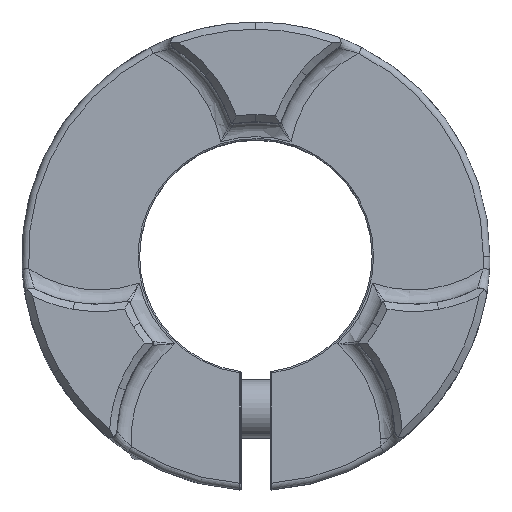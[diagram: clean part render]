
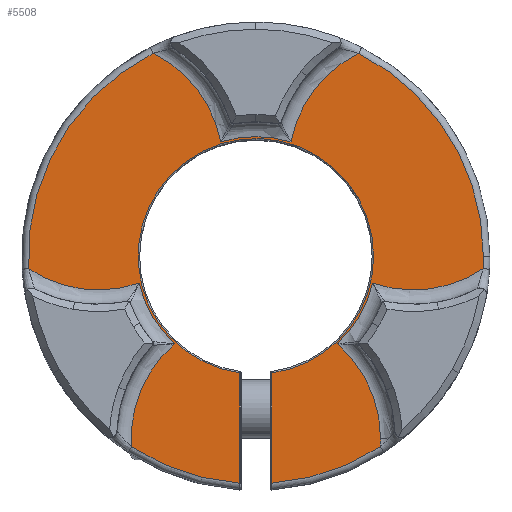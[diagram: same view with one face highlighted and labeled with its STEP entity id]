
A CAD part, top view. The second image highlights one B-rep face of the part: STEP entity #5508.
In plain terms, the highlighted planar face has unit normal (0, 0, 1).
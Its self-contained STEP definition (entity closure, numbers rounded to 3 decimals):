
#251=CIRCLE('',#5773,8.1);
#264=CIRCLE('',#5794,15.65);
#281=CIRCLE('',#5827,8.577);
#282=CIRCLE('',#5828,8.577);
#283=CIRCLE('',#5829,8.23);
#284=CIRCLE('',#5830,8.577);
#285=CIRCLE('',#5831,15.65);
#286=CIRCLE('',#5832,15.65);
#287=CIRCLE('',#5833,8.577);
#288=CIRCLE('',#5834,8.23);
#289=CIRCLE('',#5835,8.577);
#290=CIRCLE('',#5836,15.65);
#291=CIRCLE('',#5837,8.577);
#292=CIRCLE('',#5838,8.23);
#293=CIRCLE('',#5839,8.577);
#294=CIRCLE('',#5840,15.65);
#295=CIRCLE('',#5841,8.1);
#1330=VERTEX_POINT('',#12724);
#1339=VERTEX_POINT('',#13283);
#1353=VERTEX_POINT('',#13342);
#1357=VERTEX_POINT('',#13351);
#1370=VERTEX_POINT('',#13842);
#1374=VERTEX_POINT('',#13879);
#1392=VERTEX_POINT('',#13971);
#1393=VERTEX_POINT('',#13973);
#1394=VERTEX_POINT('',#13975);
#1395=VERTEX_POINT('',#13977);
#1396=VERTEX_POINT('',#13979);
#1397=VERTEX_POINT('',#13981);
#1398=VERTEX_POINT('',#13983);
#1399=VERTEX_POINT('',#13985);
#1400=VERTEX_POINT('',#13987);
#1401=VERTEX_POINT('',#13989);
#1402=VERTEX_POINT('',#13991);
#1403=VERTEX_POINT('',#13993);
#1404=VERTEX_POINT('',#13995);
#1684=VECTOR('',#6462,1.);
#1685=VECTOR('',#6491,1.);
#1888=LINE('',#13969,#1684);
#1889=LINE('',#13997,#1685);
#2506=EDGE_CURVE('',#1357,#1330,#251,.T.);
#2536=EDGE_CURVE('',#1374,#1370,#264,.F.);
#2571=EDGE_CURVE('',#1370,#1353,#1888,.F.);
#2572=EDGE_CURVE('',#1392,#1374,#281,.F.);
#2573=EDGE_CURVE('',#1393,#1392,#282,.F.);
#2574=EDGE_CURVE('',#1394,#1393,#283,.F.);
#2575=EDGE_CURVE('',#1395,#1394,#284,.F.);
#2576=EDGE_CURVE('',#1396,#1395,#285,.F.);
#2577=EDGE_CURVE('',#1397,#1396,#286,.F.);
#2578=EDGE_CURVE('',#1398,#1397,#287,.F.);
#2579=EDGE_CURVE('',#1399,#1398,#288,.F.);
#2580=EDGE_CURVE('',#1400,#1399,#289,.F.);
#2581=EDGE_CURVE('',#1401,#1400,#290,.F.);
#2582=EDGE_CURVE('',#1402,#1401,#291,.F.);
#2583=EDGE_CURVE('',#1403,#1402,#292,.F.);
#2584=EDGE_CURVE('',#1404,#1403,#293,.F.);
#2585=EDGE_CURVE('',#1339,#1404,#294,.F.);
#2586=EDGE_CURVE('',#1330,#1339,#1889,.F.);
#2587=EDGE_CURVE('',#1353,#1357,#295,.T.);
#3999=ORIENTED_EDGE('',*,*,#2571,.F.);
#4000=ORIENTED_EDGE('',*,*,#2536,.F.);
#4001=ORIENTED_EDGE('',*,*,#2572,.F.);
#4002=ORIENTED_EDGE('',*,*,#2573,.F.);
#4003=ORIENTED_EDGE('',*,*,#2574,.F.);
#4004=ORIENTED_EDGE('',*,*,#2575,.F.);
#4005=ORIENTED_EDGE('',*,*,#2576,.F.);
#4006=ORIENTED_EDGE('',*,*,#2577,.F.);
#4007=ORIENTED_EDGE('',*,*,#2578,.F.);
#4008=ORIENTED_EDGE('',*,*,#2579,.F.);
#4009=ORIENTED_EDGE('',*,*,#2580,.F.);
#4010=ORIENTED_EDGE('',*,*,#2581,.F.);
#4011=ORIENTED_EDGE('',*,*,#2582,.F.);
#4012=ORIENTED_EDGE('',*,*,#2583,.F.);
#4013=ORIENTED_EDGE('',*,*,#2584,.F.);
#4014=ORIENTED_EDGE('',*,*,#2585,.F.);
#4015=ORIENTED_EDGE('',*,*,#2586,.F.);
#4016=ORIENTED_EDGE('',*,*,#2506,.F.);
#4017=ORIENTED_EDGE('',*,*,#2587,.F.);
#4820=EDGE_LOOP('',(#3999,#4000,#4001,#4002,#4003,#4004,#4005,#4006,#4007,
#4008,#4009,#4010,#4011,#4012,#4013,#4014,#4015,#4016,#4017));
#5173=FACE_BOUND('',#4820,.T.);
#5508=ADVANCED_FACE('',(#5173),#23185,.T.);
#5773=AXIS2_PLACEMENT_3D('',#13352,#6339,#6340);
#5794=AXIS2_PLACEMENT_3D('',#13880,#6389,#6390);
#5826=AXIS2_PLACEMENT_3D('',#13968,#6461,$);
#5827=AXIS2_PLACEMENT_3D('',#13970,#6463,#6464);
#5828=AXIS2_PLACEMENT_3D('',#13972,#6465,#6466);
#5829=AXIS2_PLACEMENT_3D('',#13974,#6467,#6468);
#5830=AXIS2_PLACEMENT_3D('',#13976,#6469,#6470);
#5831=AXIS2_PLACEMENT_3D('',#13978,#6471,#6472);
#5832=AXIS2_PLACEMENT_3D('',#13980,#6473,#6474);
#5833=AXIS2_PLACEMENT_3D('',#13982,#6475,#6476);
#5834=AXIS2_PLACEMENT_3D('',#13984,#6477,#6478);
#5835=AXIS2_PLACEMENT_3D('',#13986,#6479,#6480);
#5836=AXIS2_PLACEMENT_3D('',#13988,#6481,#6482);
#5837=AXIS2_PLACEMENT_3D('',#13990,#6483,#6484);
#5838=AXIS2_PLACEMENT_3D('',#13992,#6485,#6486);
#5839=AXIS2_PLACEMENT_3D('',#13994,#6487,#6488);
#5840=AXIS2_PLACEMENT_3D('',#13996,#6489,#6490);
#5841=AXIS2_PLACEMENT_3D('',#13998,#6492,#6493);
#6339=DIRECTION('',(0.,0.,1.));
#6340=DIRECTION('',(8.1,0.,0.));
#6389=DIRECTION('',(0.,0.,1.));
#6390=DIRECTION('',(15.65,0.,0.));
#6461=DIRECTION('',(0.,0.,1.));
#6462=DIRECTION('',(0.,-1.,0.));
#6463=DIRECTION('',(0.,0.,1.));
#6464=DIRECTION('',(8.577,0.,0.));
#6465=DIRECTION('',(0.,0.,1.));
#6466=DIRECTION('',(8.577,0.,0.));
#6467=DIRECTION('',(0.,0.,1.));
#6468=DIRECTION('',(8.23,0.,0.));
#6469=DIRECTION('',(0.,0.,1.));
#6470=DIRECTION('',(8.577,0.,0.));
#6471=DIRECTION('',(0.,0.,1.));
#6472=DIRECTION('',(15.65,0.,0.));
#6473=DIRECTION('',(0.,0.,1.));
#6474=DIRECTION('',(15.65,0.,0.));
#6475=DIRECTION('',(0.,0.,1.));
#6476=DIRECTION('',(8.577,0.,0.));
#6477=DIRECTION('',(0.,0.,1.));
#6478=DIRECTION('',(8.23,0.,0.));
#6479=DIRECTION('',(0.,0.,1.));
#6480=DIRECTION('',(8.577,0.,0.));
#6481=DIRECTION('',(0.,0.,1.));
#6482=DIRECTION('',(15.65,0.,0.));
#6483=DIRECTION('',(0.,0.,1.));
#6484=DIRECTION('',(8.577,0.,0.));
#6485=DIRECTION('',(0.,0.,1.));
#6486=DIRECTION('',(8.23,0.,0.));
#6487=DIRECTION('',(0.,0.,1.));
#6488=DIRECTION('',(8.577,0.,0.));
#6489=DIRECTION('',(0.,0.,1.));
#6490=DIRECTION('',(15.65,0.,0.));
#6491=DIRECTION('',(0.,1.,0.));
#6492=DIRECTION('',(0.,0.,1.));
#6493=DIRECTION('',(8.1,0.,0.));
#12724=CARTESIAN_POINT('',(-1.1,-8.025,10.4));
#13283=CARTESIAN_POINT('',(-1.1,-15.611,10.4));
#13342=CARTESIAN_POINT('',(1.1,-8.025,10.4));
#13351=CARTESIAN_POINT('',(8.1,0.,10.4));
#13352=CARTESIAN_POINT('',(0.,0.,10.4));
#13842=CARTESIAN_POINT('',(1.1,-15.611,10.4));
#13879=CARTESIAN_POINT('',(8.557,-13.103,10.4));
#13880=CARTESIAN_POINT('',(0.,0.,10.4));
#13968=CARTESIAN_POINT('',(0.,0.,10.4));
#13969=CARTESIAN_POINT('',(1.1,-4.5,10.4));
#13970=CARTESIAN_POINT('',(0.,-12.52,10.4));
#13971=CARTESIAN_POINT('',(8.577,-12.52,10.4));
#13972=CARTESIAN_POINT('',(0.,-12.52,10.4));
#13973=CARTESIAN_POINT('',(5.604,-6.027,10.4));
#13974=CARTESIAN_POINT('',(0.,0.,10.4));
#13975=CARTESIAN_POINT('',(8.022,-1.84,10.4));
#13976=CARTESIAN_POINT('',(10.843,6.26,10.4));
#13977=CARTESIAN_POINT('',(15.626,-0.859,10.4));
#13978=CARTESIAN_POINT('',(0.,0.,10.4));
#13979=CARTESIAN_POINT('',(15.65,0.,10.4));
#13980=CARTESIAN_POINT('',(0.,0.,10.4));
#13981=CARTESIAN_POINT('',(7.069,13.962,10.4));
#13982=CARTESIAN_POINT('',(10.843,6.26,10.4));
#13983=CARTESIAN_POINT('',(2.418,7.867,10.4));
#13984=CARTESIAN_POINT('',(0.,0.,10.4));
#13985=CARTESIAN_POINT('',(-2.418,7.867,10.4));
#13986=CARTESIAN_POINT('',(-10.843,6.26,10.4));
#13987=CARTESIAN_POINT('',(-7.069,13.962,10.4));
#13988=CARTESIAN_POINT('',(0.,0.,10.4));
#13989=CARTESIAN_POINT('',(-15.626,-0.859,10.4));
#13990=CARTESIAN_POINT('',(-10.843,6.26,10.4));
#13991=CARTESIAN_POINT('',(-8.022,-1.84,10.4));
#13992=CARTESIAN_POINT('',(0.,0.,10.4));
#13993=CARTESIAN_POINT('',(-5.604,-6.027,10.4));
#13994=CARTESIAN_POINT('',(0.,-12.52,10.4));
#13995=CARTESIAN_POINT('',(-8.557,-13.103,10.4));
#13996=CARTESIAN_POINT('',(0.,0.,10.4));
#13997=CARTESIAN_POINT('',(-1.1,-4.5,10.4));
#13998=CARTESIAN_POINT('',(0.,0.,10.4));
#23185=PLANE('',#5826);
